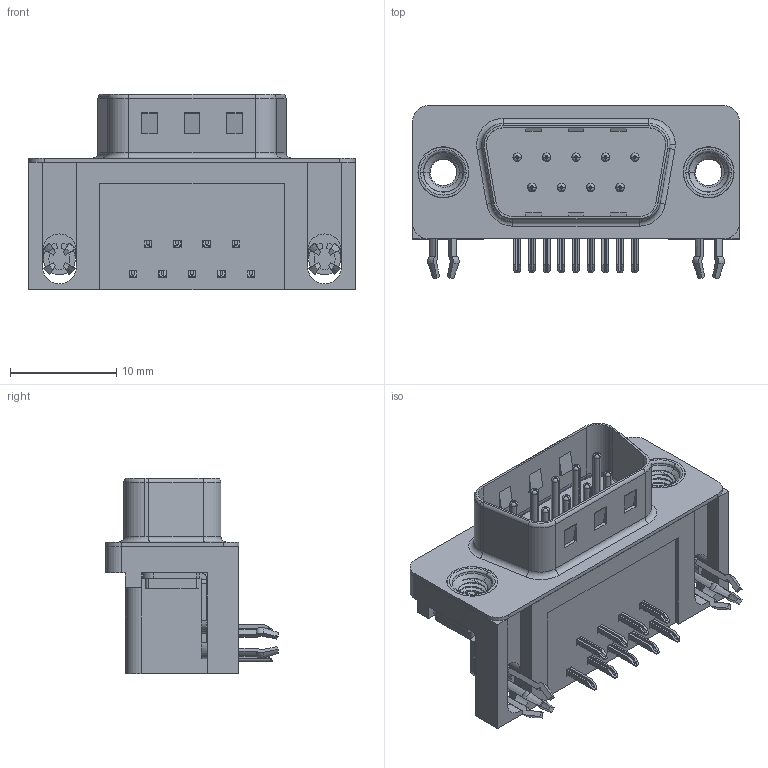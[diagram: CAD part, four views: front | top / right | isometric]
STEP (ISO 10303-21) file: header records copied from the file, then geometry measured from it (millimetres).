
FILE_DESCRIPTION (( 'STEP AP203' ), '1' );
FILE_NAME ('621-009-260-045.STEP', '2019-11-18T18:23:58', ( '' ), ( '' ), 'SwSTEP 2.0', 'SolidWorks 2016', '' );
FILE_SCHEMA (( 'CONFIG_CONTROL_DESIGN' ));
Length unit declared in the file: millimetre
Products named in the file (7): 621 4 Prong Board Lock; 621 Contact Top; 621 Housing_9 Socket; 621 M3 Threaded Rivet; 621 Shell_9 Socket; 621-009-260-045; 621 Contact Bottom
Assembly tree (15 placements, depth 2):
  621-009-260-045
    621 Housing_9 Socket
    621 Shell_9 Socket
    621 Contact Bottom  x4
    621 Contact Top  x5
    621 4 Prong Board Lock  x2
    621 M3 Threaded Rivet  x2
Bounding box: 30.89 x 16.25 x 18.4 mm (x, y, z)
Volume: 3250 mm3; surface area: 4498.8 mm2
Topology: 15 solids, 15 shells, 1111 faces, 2839 edges, 1783 vertices
Faces by surface type: plane 615, cylinder 325, torus 117, cone 48, bspline 6
Entity records: 17969 total; most frequent: CARTESIAN_POINT 4151, DIRECTION 2775, ORIENTED_EDGE 2646, EDGE_CURVE 1323, AXIS2_PLACEMENT_3D 971, VERTEX_POINT 846, LINE 833, VECTOR 833
